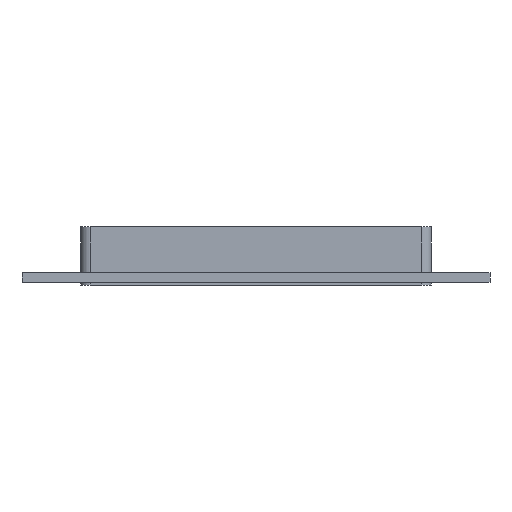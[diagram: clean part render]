
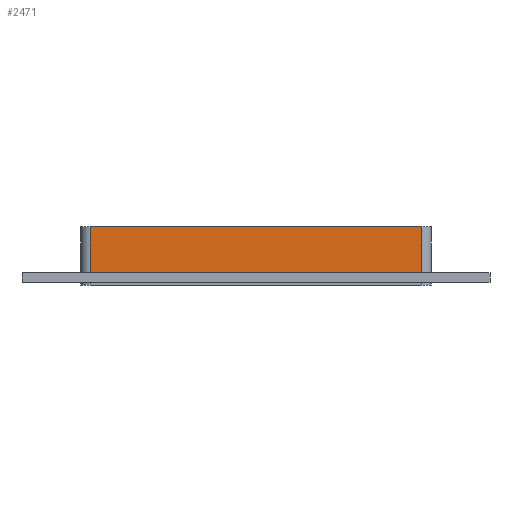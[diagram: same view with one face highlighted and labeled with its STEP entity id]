
A CAD part, left-side view. The second image highlights one B-rep face of the part: STEP entity #2471.
In plain terms, the highlighted planar face has unit normal (-1, 0, 0).
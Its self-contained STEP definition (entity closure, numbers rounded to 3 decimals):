
#859=CARTESIAN_POINT('',(-266.,-169.5,-17.0));
#860=VERTEX_POINT('',#859);
#868=CARTESIAN_POINT('',(-266.,169.5,-17.0));
#869=VERTEX_POINT('',#868);
#870=CARTESIAN_POINT('',(-266.,169.5,-17.0));
#871=DIRECTION('',(0.0,-1.0,0.0));
#872=VECTOR('',#871,339.0);
#873=LINE('',#870,#872);
#874=EDGE_CURVE('',#869,#860,#873,.T.);
#1610=CARTESIAN_POINT('',(-266.0,-169.5,30.0));
#1611=VERTEX_POINT('',#1610);
#1619=CARTESIAN_POINT('',(-266.0,-169.5,30.0));
#1620=DIRECTION('',(0.0,0.0,-1.0));
#1621=VECTOR('',#1620,47.0);
#1622=LINE('',#1619,#1621);
#1623=EDGE_CURVE('',#1611,#860,#1622,.T.);
#1634=CARTESIAN_POINT('',(-266.,169.5,30.0));
#1635=VERTEX_POINT('',#1634);
#1636=CARTESIAN_POINT('',(-266.,169.5,-17.0));
#1637=DIRECTION('',(0.0,0.0,1.0));
#1638=VECTOR('',#1637,47.0);
#1639=LINE('',#1636,#1638);
#1640=EDGE_CURVE('',#869,#1635,#1639,.T.);
#2455=CARTESIAN_POINT('',(-266.,179.5,0.0));
#2456=DIRECTION('',(-1.0,0.0,0.0));
#2457=DIRECTION('',(0.0,-1.0,0.0));
#2458=AXIS2_PLACEMENT_3D('',#2455,#2456,#2457);
#2459=PLANE('',#2458);
#2460=ORIENTED_EDGE('',*,*,#874,.T.);
#2461=ORIENTED_EDGE('',*,*,#1623,.F.);
#2462=CARTESIAN_POINT('',(-266.,169.5,30.0));
#2463=DIRECTION('',(0.0,-1.0,0.0));
#2464=VECTOR('',#2463,339.0);
#2465=LINE('',#2462,#2464);
#2466=EDGE_CURVE('',#1635,#1611,#2465,.T.);
#2467=ORIENTED_EDGE('',*,*,#2466,.F.);
#2468=ORIENTED_EDGE('',*,*,#1640,.F.);
#2469=EDGE_LOOP('',(#2460,#2461,#2467,#2468));
#2470=FACE_OUTER_BOUND('',#2469,.T.);
#2471=ADVANCED_FACE('',(#2470),#2459,.T.);
